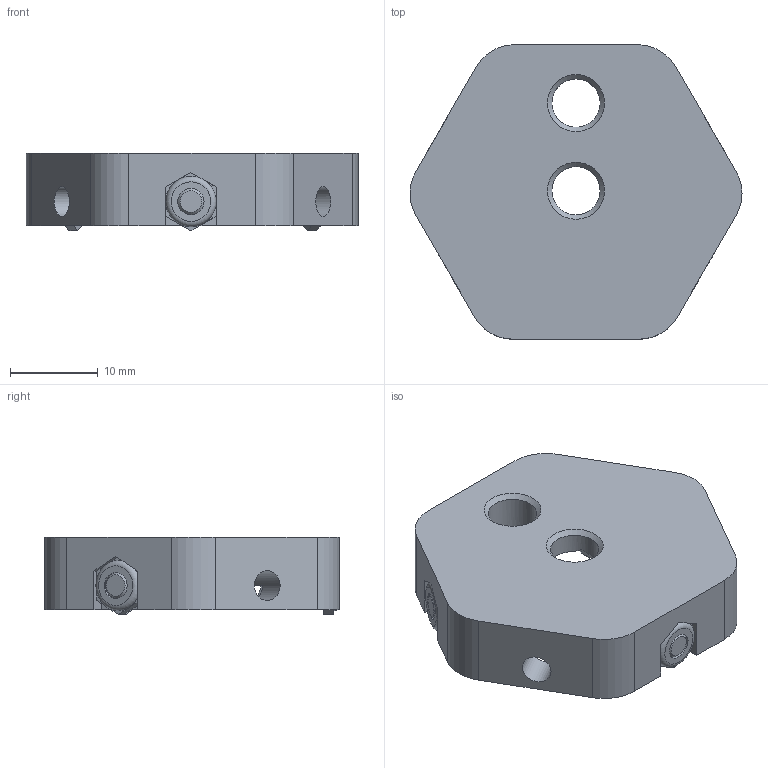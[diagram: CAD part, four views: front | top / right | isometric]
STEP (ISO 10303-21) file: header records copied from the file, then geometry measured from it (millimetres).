
FILE_DESCRIPTION(/* description */ (''),/* implementation_level */ '2;1');
FILE_NAME(/* name */ 'Top_Hat_with_HDK.step',/* time_stamp */ '2021-07-21T12:30:51-07:00',/* author */ (''),/* organization */ (''),/* preprocessor_version */ 'ST-DEVELOPER v18.1',/* originating_system */ 'Autodesk Translation Framework v10.9.0.1377',/* authorisation */ '');
FILE_SCHEMA (('AUTOMOTIVE_DESIGN { 1 0 10303 214 3 1 1 }'));
Length unit declared in the file: millimetre
Products named in the file (6): Top Hat; Generic Hat; KinMount Hardware Hat; KinNut; KinBoltShort; HDK
Assembly tree (9 placements, depth 3):
  Top Hat
    Generic Hat
    KinMount Hardware Hat
      KinNut  x3
      KinBoltShort  x3
    HDK
Bounding box: 37.84 x 33.56 x 8.82 mm (x, y, z)
Volume: 5577.1 mm3; surface area: 4278.6 mm2
Topology: 7 solids, 7 shells, 177 faces, 451 edges, 290 vertices
Faces by surface type: plane 116, cylinder 39, torus 11, cone 11
Full cylindrical faces by diameter (mm): 3 x6, 3.4 x6, 5.5 x5
Entity records: 4134 total; most frequent: CARTESIAN_POINT 941, DIRECTION 646, ORIENTED_EDGE 638, EDGE_CURVE 319, AXIS2_PLACEMENT_3D 227, VERTEX_POINT 208, LINE 192, VECTOR 192
